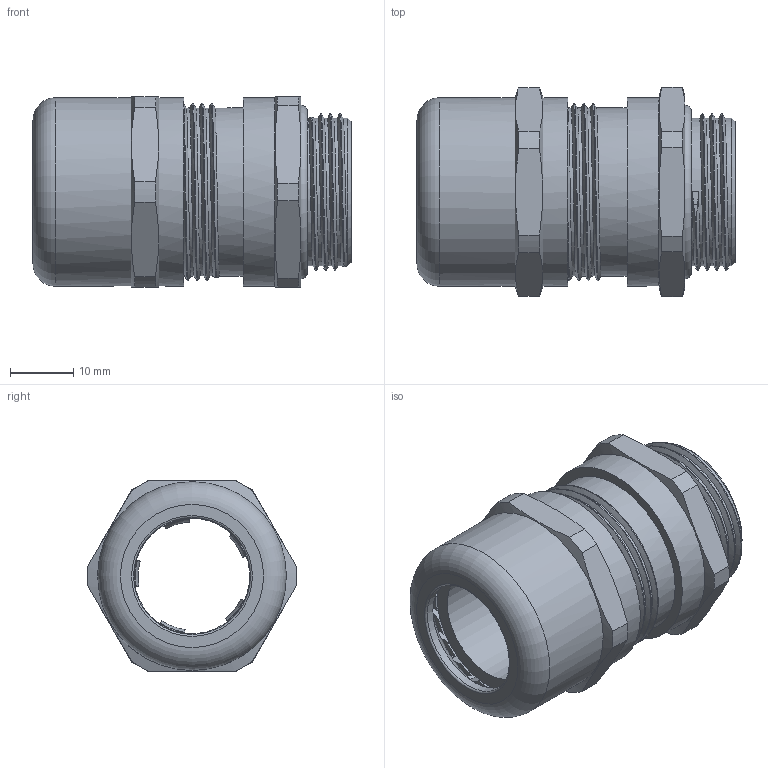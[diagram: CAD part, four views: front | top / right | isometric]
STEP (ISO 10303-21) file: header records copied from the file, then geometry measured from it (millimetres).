
FILE_DESCRIPTION(/* description */ (''),/* implementation_level */ '2;1');
FILE_NAME(/* name */ '61086525-RST.stp',/* time_stamp */ '2020-02-03T08:05:12+01:00',/* author */ ('sl'),/* organization */ (''),/* preprocessor_version */ 'ST-DEVELOPER v16.5',/* originating_system */ 'Autodesk Inventor 2017',/* authorisation */ '');
FILE_SCHEMA (('AUTOMOTIVE_DESIGN { 1 0 10303 214 3 1 1 }'));
Length unit declared in the file: millimetre
Products named in the file (8): Euro-Top-EMV-04-4-BG-0001-61086525; 61086525; 61086525_1; 61086525_2; 61086525_3; 61086525_4; 61086525_5; 61086525_6
Assembly tree (7 placements, depth 2):
  Euro-Top-EMV-04-4-BG-0001-61086525
    61086525
    61086525_1
    61086525_2
    61086525_3
    61086525_4
    61086525_5
    61086525_6
Bounding box: 50.15 x 33.02 x 30 mm (x, y, z)
Volume: 12674.3 mm3; surface area: 21297.1 mm2
Topology: 7 solids, 7 shells, 434 faces, 1205 edges, 791 vertices
Faces by surface type: plane 198, cylinder 127, cone 48, torus 45, bspline 16
Full cylindrical faces by diameter (mm): 18.22 x1, 18.44 x1, 18.9 x1, 19.95 x1, 21 x1, 22.22 x1, 22.3 x1, 22.78 x1, 22.9 x1, 23.15 x1, 23.258 x3, 23.42 x1, 23.98 x1, 24.1 x1, 24.22 x1, 24.48 x2, 25.24 x1, 25.48 x1, 26.51 x5, 26.74 x2, 26.95 x10, 28.472 x10, 29.71 x1, 29.72 x2
Entity records: 17936 total; most frequent: CARTESIAN_POINT 7830, ORIENTED_EDGE 2124, DIRECTION 1983, EDGE_CURVE 1062, AXIS2_PLACEMENT_3D 773, VERTEX_POINT 722, EDGE_LOOP 474, LINE 437
